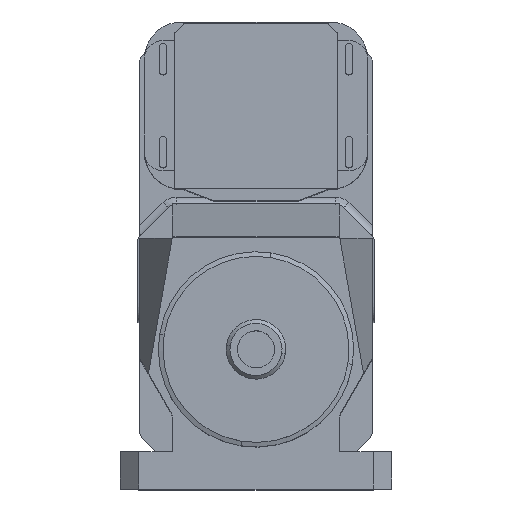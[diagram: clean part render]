
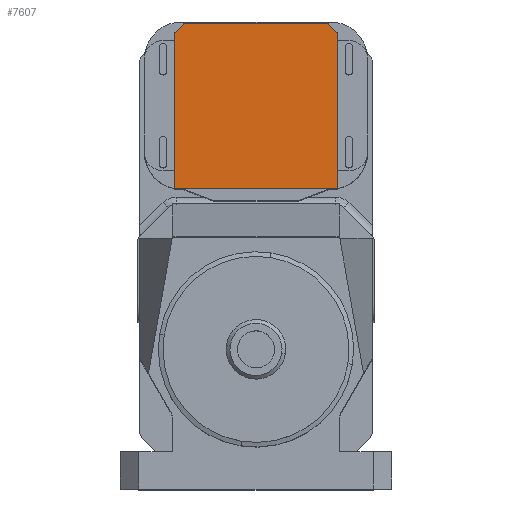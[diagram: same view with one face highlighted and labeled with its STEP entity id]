
A CAD part, top view. The second image highlights one B-rep face of the part: STEP entity #7607.
In plain terms, the highlighted planar face has unit normal (0, 0, 1).
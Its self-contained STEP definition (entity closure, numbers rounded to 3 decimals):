
#4252 = CIRCLE ( 'NONE', #4315, 2. ) ;
#4310 = CARTESIAN_POINT ( 'NONE',  ( -37.572, 175.732, 191.1 ) ) ;
#4311 = CARTESIAN_POINT ( 'NONE',  ( -38.986, 175.146, 191.1 ) ) ;
#4312 = DIRECTION ( 'NONE',  ( -1., 0., 0. ) ) ;
#4313 = DIRECTION ( 'NONE',  ( 0., 0., -1. ) ) ;
#4314 = CARTESIAN_POINT ( 'NONE',  ( -37.572, 173.732, 191.1 ) ) ;
#4315 = AXIS2_PLACEMENT_3D ( 'NONE', #4314, #4313, #4312 ) ;
#4316 = CIRCLE ( 'NONE', #4320, 2. ) ;
#4317 = DIRECTION ( 'NONE',  ( 1., 0., 0. ) ) ;
#4318 = DIRECTION ( 'NONE',  ( 0., 0., -1. ) ) ;
#4319 = CARTESIAN_POINT ( 'NONE',  ( 37.572, 173.732, 191.1 ) ) ;
#4320 = AXIS2_PLACEMENT_3D ( 'NONE', #4319, #4318, #4317 ) ;
#4477 = CARTESIAN_POINT ( 'NONE',  ( 38.986, 175.146, 191.1 ) ) ;
#4523 = CARTESIAN_POINT ( 'NONE',  ( -44., 169.304, 191.1 ) ) ;
#4542 = CARTESIAN_POINT ( 'NONE',  ( -43.414, 170.718, 191.1 ) ) ;
#4559 = DIRECTION ( 'NONE',  ( 1., 0., 0. ) ) ;
#4560 = DIRECTION ( 'NONE',  ( 0., 0., -1. ) ) ;
#4561 = CARTESIAN_POINT ( 'NONE',  ( -42., 169.304, 191.1 ) ) ;
#4562 = AXIS2_PLACEMENT_3D ( 'NONE', #4561, #4560, #4559 ) ;
#4563 = CIRCLE ( 'NONE', #4562, 2. ) ;
#4796 = CARTESIAN_POINT ( 'NONE',  ( 37.572, 175.732, 191.1 ) ) ;
#4861 = DIRECTION ( 'NONE',  ( 1., 0., 0. ) ) ;
#4862 = VECTOR ( 'NONE', #4861, 1000. ) ;
#4863 = CARTESIAN_POINT ( 'NONE',  ( -44., 175.732, 191.1 ) ) ;
#4864 = LINE ( 'NONE', #4863, #4862 ) ;
#4944 = DIRECTION ( 'NONE',  ( 0.707, 0.707, 0. ) ) ;
#4945 = VECTOR ( 'NONE', #4944, 1000. ) ;
#4946 = CARTESIAN_POINT ( 'NONE',  ( -43.414, 170.718, 191.1 ) ) ;
#4947 = LINE ( 'NONE', #4946, #4945 ) ;
#4952 = CARTESIAN_POINT ( 'NONE',  ( 44., 169.304, 191.1 ) ) ;
#4953 = DIRECTION ( 'NONE',  ( -1., 0., 0. ) ) ;
#4954 = DIRECTION ( 'NONE',  ( 0., 0., -1. ) ) ;
#4955 = CARTESIAN_POINT ( 'NONE',  ( 42., 169.304, 191.1 ) ) ;
#4956 = AXIS2_PLACEMENT_3D ( 'NONE', #4955, #4954, #4953 ) ;
#4957 = CIRCLE ( 'NONE', #4956, 2. ) ;
#4964 = DIRECTION ( 'NONE',  ( 0.707, -0.707, 0. ) ) ;
#4965 = VECTOR ( 'NONE', #4964, 1000. ) ;
#4966 = CARTESIAN_POINT ( 'NONE',  ( 38.986, 175.146, 191.1 ) ) ;
#4967 = LINE ( 'NONE', #4966, #4965 ) ;
#4998 = CARTESIAN_POINT ( 'NONE',  ( 43.414, 170.718, 191.1 ) ) ;
#5000 = DIRECTION ( 'NONE',  ( -1., 0., 0. ) ) ;
#5001 = DIRECTION ( 'NONE',  ( 0., 0., -1. ) ) ;
#5002 = CARTESIAN_POINT ( 'NONE',  ( -44., 175.732, 191.1 ) ) ;
#5003 = AXIS2_PLACEMENT_3D ( 'NONE', #5002, #5001, #5000 ) ;
#5005 = PLANE ( 'NONE',  #5003 ) ;
#5006 = FACE_OUTER_BOUND ( 'NONE', #7652, .T. ) ;
#5059 = CARTESIAN_POINT ( 'NONE',  ( -44., 86.732, 191.1 ) ) ;
#5060 = DIRECTION ( 'NONE',  ( 0., 1., 0. ) ) ;
#5061 = VECTOR ( 'NONE', #5060, 1000. ) ;
#5062 = CARTESIAN_POINT ( 'NONE',  ( -44., 86.732, 191.1 ) ) ;
#5063 = LINE ( 'NONE', #5062, #5061 ) ;
#5106 = DIRECTION ( 'NONE',  ( 0., -1., 0. ) ) ;
#5107 = VECTOR ( 'NONE', #5106, 1000. ) ;
#5108 = CARTESIAN_POINT ( 'NONE',  ( 44., 86.732, 191.1 ) ) ;
#5109 = LINE ( 'NONE', #5108, #5107 ) ;
#5110 = CARTESIAN_POINT ( 'NONE',  ( 44., 86.732, 191.1 ) ) ;
#5111 = DIRECTION ( 'NONE',  ( -1., 0., 0. ) ) ;
#5112 = VECTOR ( 'NONE', #5111, 1000. ) ;
#5113 = CARTESIAN_POINT ( 'NONE',  ( -44., 86.732, 191.1 ) ) ;
#5114 = LINE ( 'NONE', #5113, #5112 ) ;
#7239 = EDGE_CURVE ( 'NONE', #7240, #7241, #4252, .T. ) ;
#7240 = VERTEX_POINT ( 'NONE', #4311 ) ;
#7241 = VERTEX_POINT ( 'NONE', #4310 ) ;
#7268 = EDGE_CURVE ( 'NONE', #7476, #7314, #4316, .T. ) ;
#7314 = VERTEX_POINT ( 'NONE', #4477 ) ;
#7338 = VERTEX_POINT ( 'NONE', #4523 ) ;
#7352 = EDGE_CURVE ( 'NONE', #7338, #7366, #4563, .T. ) ;
#7366 = VERTEX_POINT ( 'NONE', #4542 ) ;
#7476 = VERTEX_POINT ( 'NONE', #4796 ) ;
#7509 = EDGE_CURVE ( 'NONE', #7241, #7476, #4864, .T. ) ;
#7549 = ORIENTED_EDGE ( 'NONE', *, *, #7560, .F. ) ;
#7550 = ORIENTED_EDGE ( 'NONE', *, *, #7268, .F. ) ;
#7551 = ORIENTED_EDGE ( 'NONE', *, *, #7509, .F. ) ;
#7552 = ORIENTED_EDGE ( 'NONE', *, *, #7239, .F. ) ;
#7553 = ORIENTED_EDGE ( 'NONE', *, *, #7571, .F. ) ;
#7560 = EDGE_CURVE ( 'NONE', #7314, #7577, #4967, .T. ) ;
#7564 = EDGE_CURVE ( 'NONE', #7577, #7565, #4957, .T. ) ;
#7565 = VERTEX_POINT ( 'NONE', #4952 ) ;
#7571 = EDGE_CURVE ( 'NONE', #7366, #7240, #4947, .T. ) ;
#7577 = VERTEX_POINT ( 'NONE', #4998 ) ;
#7607 = ADVANCED_FACE ( 'NONE', ( #5006 ), #5005, .F. ) ;
#7609 = ORIENTED_EDGE ( 'NONE', *, *, #7352, .F. ) ;
#7610 = ORIENTED_EDGE ( 'NONE', *, *, #7611, .F. ) ;
#7611 = EDGE_CURVE ( 'NONE', #7612, #7338, #5063, .T. ) ;
#7612 = VERTEX_POINT ( 'NONE', #5059 ) ;
#7652 = EDGE_LOOP ( 'NONE', ( #7609, #7610, #7655, #7658, #7660, #7549, #7550, #7551, #7552, #7553 ) ) ;
#7655 = ORIENTED_EDGE ( 'NONE', *, *, #7656, .F. ) ;
#7656 = EDGE_CURVE ( 'NONE', #7657, #7612, #5114, .T. ) ;
#7657 = VERTEX_POINT ( 'NONE', #5110 ) ;
#7658 = ORIENTED_EDGE ( 'NONE', *, *, #7659, .F. ) ;
#7659 = EDGE_CURVE ( 'NONE', #7565, #7657, #5109, .T. ) ;
#7660 = ORIENTED_EDGE ( 'NONE', *, *, #7564, .F. ) ;
